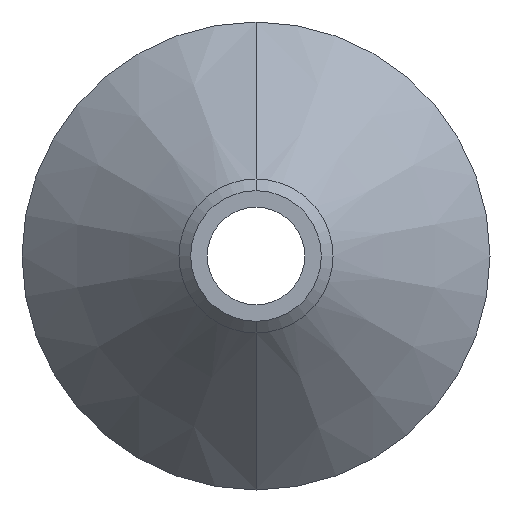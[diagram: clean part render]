
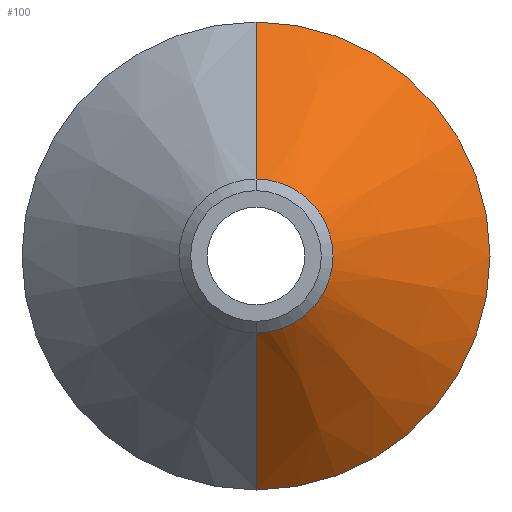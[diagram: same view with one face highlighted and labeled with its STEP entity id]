
A CAD part, front view. The second image highlights one B-rep face of the part: STEP entity #100.
In plain terms, the highlighted conical face has half-angle 45 degrees and reference radius 1.975 mm.
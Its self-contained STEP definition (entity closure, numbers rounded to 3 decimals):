
#83 = ORIENTED_EDGE ( 'NONE', *, *, #87, .F. ) ;
#85 = EDGE_CURVE ( 'NONE', #94, #88, #482, .T. ) ;
#87 = EDGE_CURVE ( 'NONE', #108, #88, #483, .T. ) ;
#88 = VERTEX_POINT ( 'NONE', #474 ) ;
#92 = EDGE_CURVE ( 'NONE', #109, #94, #466, .T. ) ;
#93 = ORIENTED_EDGE ( 'NONE', *, *, #85, .T. ) ;
#94 = VERTEX_POINT ( 'NONE', #462 ) ;
#95 = ORIENTED_EDGE ( 'NONE', *, *, #92, .T. ) ;
#96 = ORIENTED_EDGE ( 'NONE', *, *, #106, .F. ) ;
#100 = ADVANCED_FACE ( 'NONE', ( #457 ), #456, .T. ) ;
#106 = EDGE_CURVE ( 'NONE', #109, #108, #622, .T. ) ;
#108 = VERTEX_POINT ( 'NONE', #613 ) ;
#109 = VERTEX_POINT ( 'NONE', #612 ) ;
#110 = EDGE_LOOP ( 'NONE', ( #96, #95, #93, #83 ) ) ;
#451 = DIRECTION ( 'NONE',  ( 0., 0., 1. ) ) ;
#452 = DIRECTION ( 'NONE',  ( 0., 1., 0. ) ) ;
#453 = AXIS2_PLACEMENT_3D ( 'NONE', #455, #452, #451 ) ;
#455 = CARTESIAN_POINT ( 'NONE',  ( 0., 16., 0. ) ) ;
#456 = CONICAL_SURFACE ( 'NONE', #453, 1.975, 0.785 ) ;
#457 = FACE_OUTER_BOUND ( 'NONE', #110, .T. ) ;
#462 = CARTESIAN_POINT ( 'NONE',  ( 0., 20.025, -6. ) ) ;
#463 = DIRECTION ( 'NONE',  ( 0., 0.707, -0.707 ) ) ;
#464 = VECTOR ( 'NONE', #463, 1000. ) ;
#465 = CARTESIAN_POINT ( 'NONE',  ( 0., 16., -1.975 ) ) ;
#466 = LINE ( 'NONE', #465, #464 ) ;
#474 = CARTESIAN_POINT ( 'NONE',  ( 0., 20.025, 6. ) ) ;
#475 = DIRECTION ( 'NONE',  ( 0., 0.707, 0.707 ) ) ;
#476 = VECTOR ( 'NONE', #475, 1000. ) ;
#477 = CARTESIAN_POINT ( 'NONE',  ( 0., 16., 1.975 ) ) ;
#478 = DIRECTION ( 'NONE',  ( 0., 0., -1. ) ) ;
#479 = DIRECTION ( 'NONE',  ( 0., -1., 0. ) ) ;
#480 = CARTESIAN_POINT ( 'NONE',  ( 0., 20.025, 0. ) ) ;
#481 = AXIS2_PLACEMENT_3D ( 'NONE', #480, #479, #478 ) ;
#482 = CIRCLE ( 'NONE', #481, 6. ) ;
#483 = LINE ( 'NONE', #477, #476 ) ;
#612 = CARTESIAN_POINT ( 'NONE',  ( 0., 16., -1.975 ) ) ;
#613 = CARTESIAN_POINT ( 'NONE',  ( 0., 16., 1.975 ) ) ;
#618 = DIRECTION ( 'NONE',  ( 0., 0., -1. ) ) ;
#619 = DIRECTION ( 'NONE',  ( 0., -1., 0. ) ) ;
#620 = CARTESIAN_POINT ( 'NONE',  ( 0., 16., 0. ) ) ;
#621 = AXIS2_PLACEMENT_3D ( 'NONE', #620, #619, #618 ) ;
#622 = CIRCLE ( 'NONE', #621, 1.975 ) ;
